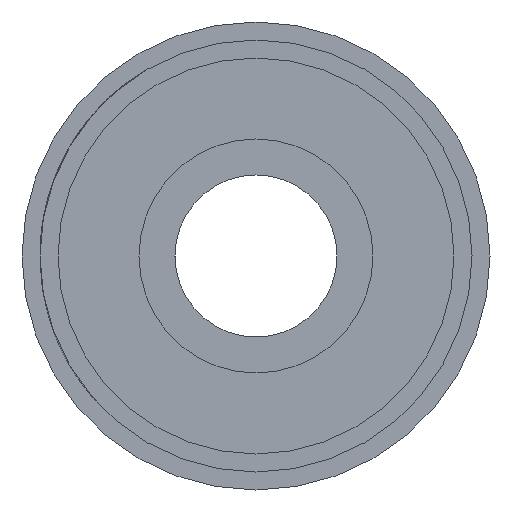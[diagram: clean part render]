
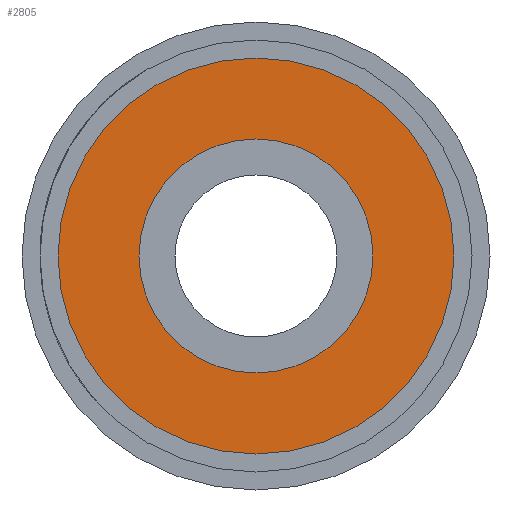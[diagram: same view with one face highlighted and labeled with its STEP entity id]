
A CAD part, left-side view. The second image highlights one B-rep face of the part: STEP entity #2805.
In plain terms, the highlighted planar face has unit normal (-1, 0, 0).
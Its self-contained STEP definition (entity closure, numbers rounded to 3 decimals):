
#28 = CARTESIAN_POINT ( 'NONE',  ( 0., 0., -11. ) ) ;
#38 = DIRECTION ( 'NONE',  ( 0., 0., 1. ) ) ;
#129 = AXIS2_PLACEMENT_3D ( 'NONE', #7179, #4454, #6452 ) ;
#357 = EDGE_CURVE ( 'NONE', #4960, #1915, #8860, .T. ) ;
#567 = ORIENTED_EDGE ( 'NONE', *, *, #8106, .T. ) ;
#719 = DIRECTION ( 'NONE',  ( -1., 0., 0. ) ) ;
#930 = DIRECTION ( 'NONE',  ( 1., 0., 0. ) ) ;
#997 = DIRECTION ( 'NONE',  ( 0., 0., 1. ) ) ;
#1447 = CARTESIAN_POINT ( 'NONE',  ( 0., 0., -6.5 ) ) ;
#1739 = CIRCLE ( 'NONE', #6836, 11. ) ;
#1823 = EDGE_CURVE ( 'NONE', #2448, #6887, #1739, .T. ) ;
#1878 = EDGE_CURVE ( 'NONE', #1915, #4960, #4802, .T. ) ;
#1915 = VERTEX_POINT ( 'NONE', #1447 ) ;
#1952 = DIRECTION ( 'NONE',  ( -1., 0., 0. ) ) ;
#2293 = FACE_BOUND ( 'NONE', #8096, .T. ) ;
#2448 = VERTEX_POINT ( 'NONE', #3113 ) ;
#2615 = AXIS2_PLACEMENT_3D ( 'NONE', #4190, #719, #38 ) ;
#2725 = DIRECTION ( 'NONE',  ( 0., 0., 1. ) ) ;
#2805 = ADVANCED_FACE ( 'NONE', ( #2293, #6445 ), #5856, .F. ) ;
#2824 = CARTESIAN_POINT ( 'NONE',  ( 0., 0., 6.5 ) ) ;
#3113 = CARTESIAN_POINT ( 'NONE',  ( 0., 0., 11. ) ) ;
#3130 = ORIENTED_EDGE ( 'NONE', *, *, #1823, .T. ) ;
#4114 = AXIS2_PLACEMENT_3D ( 'NONE', #4474, #7242, #997 ) ;
#4190 = CARTESIAN_POINT ( 'NONE',  ( 0., 0., 0. ) ) ;
#4454 = DIRECTION ( 'NONE',  ( -1., 0., 0. ) ) ;
#4473 = ORIENTED_EDGE ( 'NONE', *, *, #357, .F. ) ;
#4474 = CARTESIAN_POINT ( 'NONE',  ( 0., 0., 0. ) ) ;
#4802 = CIRCLE ( 'NONE', #2615, 6.5 ) ;
#4960 = VERTEX_POINT ( 'NONE', #2824 ) ;
#5049 = ORIENTED_EDGE ( 'NONE', *, *, #1878, .F. ) ;
#5808 = DIRECTION ( 'NONE',  ( 0., 0., -1. ) ) ;
#5833 = EDGE_LOOP ( 'NONE', ( #3130, #567 ) ) ;
#5856 = PLANE ( 'NONE',  #8001 ) ;
#6435 = CIRCLE ( 'NONE', #4114, 11. ) ;
#6445 = FACE_OUTER_BOUND ( 'NONE', #5833, .T. ) ;
#6452 = DIRECTION ( 'NONE',  ( 0., 0., 1. ) ) ;
#6626 = CARTESIAN_POINT ( 'NONE',  ( 0., 0., 0. ) ) ;
#6836 = AXIS2_PLACEMENT_3D ( 'NONE', #7596, #1952, #2725 ) ;
#6887 = VERTEX_POINT ( 'NONE', #28 ) ;
#7179 = CARTESIAN_POINT ( 'NONE',  ( 0., 0., 0. ) ) ;
#7242 = DIRECTION ( 'NONE',  ( -1., 0., 0. ) ) ;
#7596 = CARTESIAN_POINT ( 'NONE',  ( 0., 0., 0. ) ) ;
#8001 = AXIS2_PLACEMENT_3D ( 'NONE', #6626, #930, #5808 ) ;
#8096 = EDGE_LOOP ( 'NONE', ( #4473, #5049 ) ) ;
#8106 = EDGE_CURVE ( 'NONE', #6887, #2448, #6435, .T. ) ;
#8860 = CIRCLE ( 'NONE', #129, 6.5 ) ;
